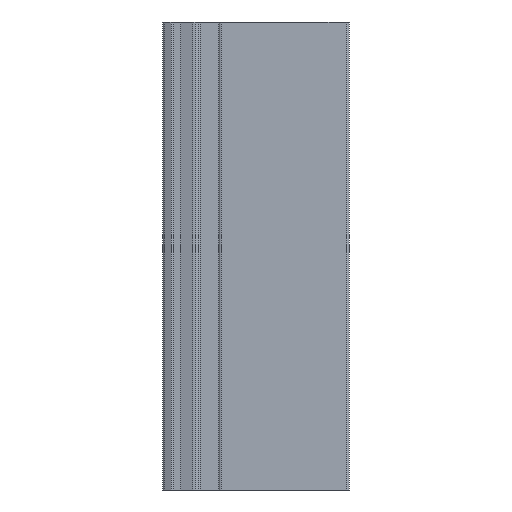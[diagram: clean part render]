
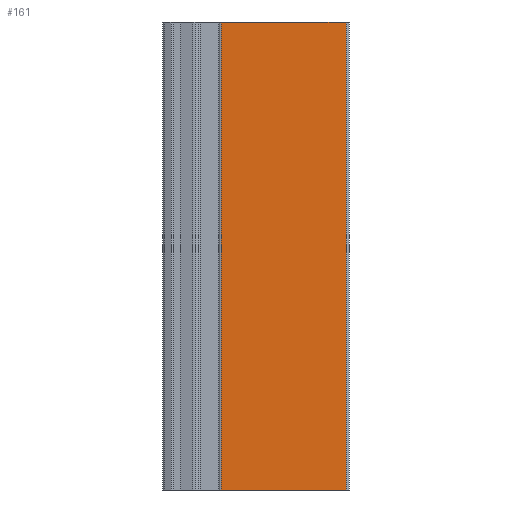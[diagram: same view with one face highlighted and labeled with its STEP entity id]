
A CAD part, front view. The second image highlights one B-rep face of the part: STEP entity #161.
In plain terms, the highlighted planar face has unit normal (0, -1, 0).
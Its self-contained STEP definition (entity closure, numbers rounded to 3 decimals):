
#2 = DIRECTION ( 'NONE',  ( 0., 0., -1. ) ) ;
#161 = ADVANCED_FACE ( 'NONE', ( #867 ), #195, .T. ) ;
#195 = PLANE ( 'NONE',  #791 ) ;
#265 = DIRECTION ( 'NONE',  ( 1., 0., 0. ) ) ;
#300 = EDGE_CURVE ( 'NONE', #517, #1021, #1083, .T. ) ;
#441 = EDGE_CURVE ( 'NONE', #517, #1986, #829, .T. ) ;
#517 = VERTEX_POINT ( 'NONE', #2188 ) ;
#578 = CARTESIAN_POINT ( 'NONE',  ( 0.663, -19., -100. ) ) ;
#791 = AXIS2_PLACEMENT_3D ( 'NONE', #1876, #888, #2 ) ;
#829 = LINE ( 'NONE', #1319, #1855 ) ;
#867 = FACE_OUTER_BOUND ( 'NONE', #1088, .T. ) ;
#883 = LINE ( 'NONE', #2094, #1746 ) ;
#888 = DIRECTION ( 'NONE',  ( 0., -1., 0. ) ) ;
#890 = CARTESIAN_POINT ( 'NONE',  ( 0.663, -19., 0. ) ) ;
#916 = VERTEX_POINT ( 'NONE', #1916 ) ;
#924 = CARTESIAN_POINT ( 'NONE',  ( 27.295, -19., -100. ) ) ;
#953 = CARTESIAN_POINT ( 'NONE',  ( 27.295, -19., -100. ) ) ;
#1006 = ORIENTED_EDGE ( 'NONE', *, *, #300, .F. ) ;
#1021 = VERTEX_POINT ( 'NONE', #890 ) ;
#1025 = ORIENTED_EDGE ( 'NONE', *, *, #1063, .T. ) ;
#1039 = DIRECTION ( 'NONE',  ( 1., 0., 0. ) ) ;
#1063 = EDGE_CURVE ( 'NONE', #1986, #916, #1294, .T. ) ;
#1083 = LINE ( 'NONE', #578, #1111 ) ;
#1088 = EDGE_LOOP ( 'NONE', ( #1618, #1006, #1272, #1025 ) ) ;
#1094 = DIRECTION ( 'NONE',  ( 0., 0., 1. ) ) ;
#1111 = VECTOR ( 'NONE', #1793, 1000. ) ;
#1272 = ORIENTED_EDGE ( 'NONE', *, *, #441, .T. ) ;
#1294 = LINE ( 'NONE', #924, #1716 ) ;
#1319 = CARTESIAN_POINT ( 'NONE',  ( 0.663, -19., -100. ) ) ;
#1618 = ORIENTED_EDGE ( 'NONE', *, *, #2014, .F. ) ;
#1716 = VECTOR ( 'NONE', #1094, 1000. ) ;
#1746 = VECTOR ( 'NONE', #1039, 1000. ) ;
#1793 = DIRECTION ( 'NONE',  ( 0., 0., 1. ) ) ;
#1855 = VECTOR ( 'NONE', #265, 1000. ) ;
#1876 = CARTESIAN_POINT ( 'NONE',  ( 0.663, -19., -100. ) ) ;
#1916 = CARTESIAN_POINT ( 'NONE',  ( 27.295, -19., 0. ) ) ;
#1986 = VERTEX_POINT ( 'NONE', #953 ) ;
#2014 = EDGE_CURVE ( 'NONE', #1021, #916, #883, .T. ) ;
#2094 = CARTESIAN_POINT ( 'NONE',  ( 0.663, -19., 0. ) ) ;
#2188 = CARTESIAN_POINT ( 'NONE',  ( 0.663, -19., -100. ) ) ;
